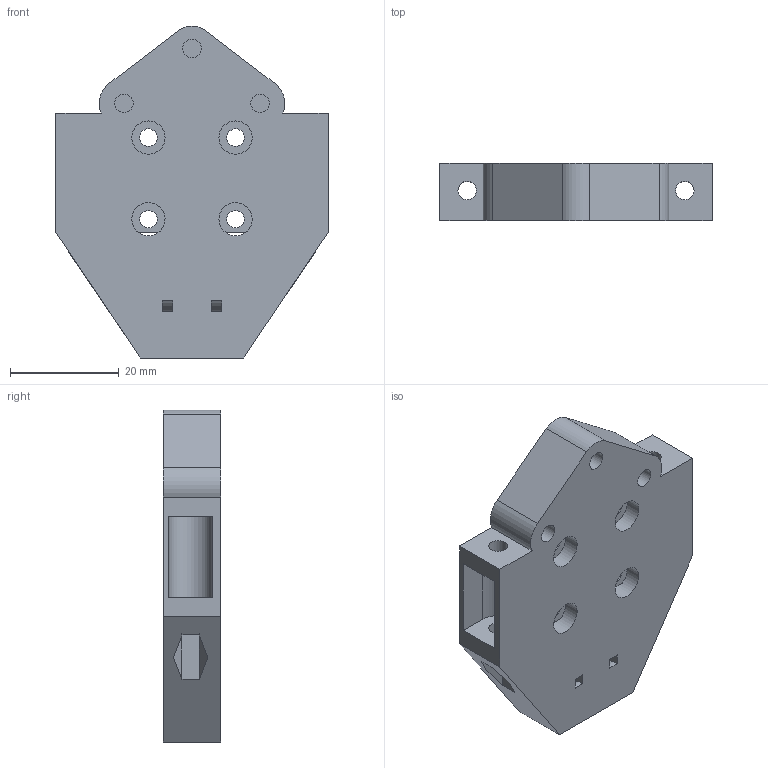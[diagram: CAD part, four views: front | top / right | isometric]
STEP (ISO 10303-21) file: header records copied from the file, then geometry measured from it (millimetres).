
FILE_DESCRIPTION(('FreeCAD Model'),'2;1');
FILE_NAME('Open CASCADE Shape Model','2025-09-08T13:59:46',(''),(''), 'Open CASCADE STEP processor 7.9','FreeCAD','Unknown');
FILE_SCHEMA(('AUTOMOTIVE_DESIGN { 1 0 10303 214 1 1 1 1 }'));
Length unit declared in the file: millimetre
Products named in the file (1): ToolheadMount
Bounding box: 50 x 10.5 x 61 mm (x, y, z)
Volume: 19973.2 mm3; surface area: 8631.3 mm2
Topology: 1 solids, 1 shells, 90 faces, 233 edges, 159 vertices
Faces by surface type: plane 63, cylinder 27
Full cylindrical faces by diameter (mm): 3.2 x4, 3.4 x8, 6 x2, 6.1 x4
Entity records: 2838 total; most frequent: CARTESIAN_POINT 491, DIRECTION 476, ORIENTED_EDGE 466, EDGE_CURVE 233, AXIS2_PLACEMENT_3D 160, VERTEX_POINT 159, LINE 156, VECTOR 156
